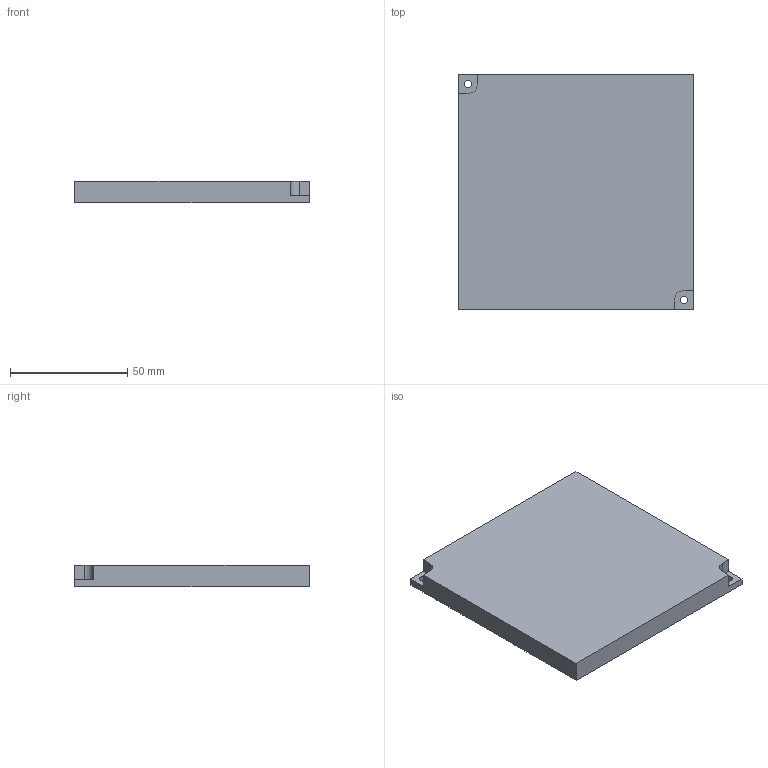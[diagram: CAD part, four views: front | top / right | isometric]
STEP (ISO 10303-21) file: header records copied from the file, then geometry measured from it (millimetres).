
FILE_DESCRIPTION((''),'2;1');
FILE_NAME('R100_100.stp','2008-05-21T13:18:13',('User'),(''),'Autodesk Inventor 10','Autodesk Inventor 10','');
FILE_SCHEMA(('AUTOMOTIVE_DESIGN { 1 0 10303 214 1 1 1 1 }'));
Length unit declared in the file: millimetre
Products named in the file (1): R100_100
Bounding box: 100 x 100 x 9 mm (x, y, z)
Volume: 89224.9 mm3; surface area: 23607.5 mm2
Topology: 1 solids, 1 shells, 16 faces, 42 edges, 28 vertices
Faces by surface type: plane 12, cylinder 4
Full cylindrical faces by diameter (mm): 3.2 x2
Entity records: 515 total; most frequent: CARTESIAN_POINT 85, DIRECTION 82, ORIENTED_EDGE 80, EDGE_CURVE 40, VECTOR 32, LINE 32, VERTEX_POINT 28, AXIS2_PLACEMENT_3D 25
